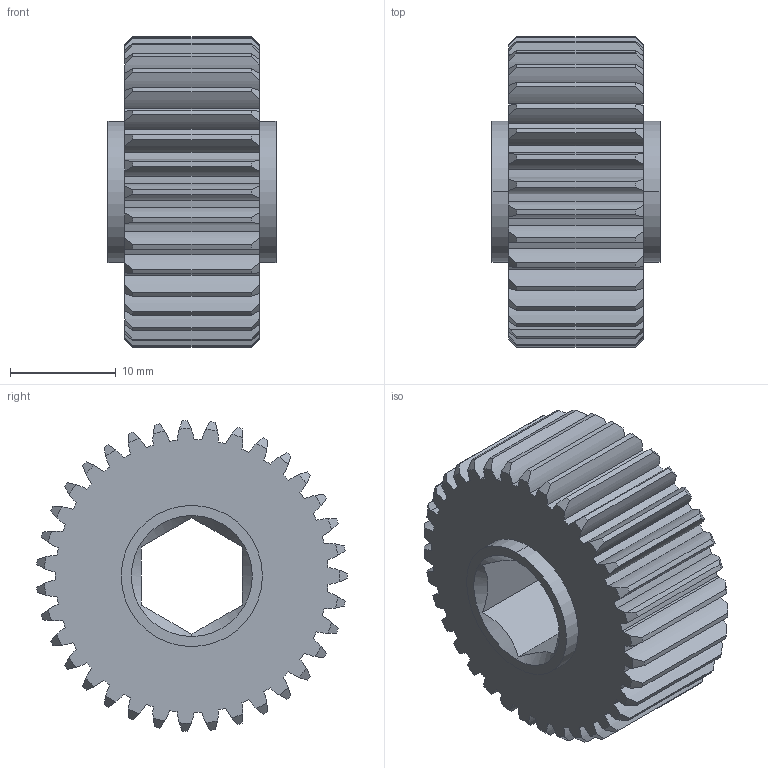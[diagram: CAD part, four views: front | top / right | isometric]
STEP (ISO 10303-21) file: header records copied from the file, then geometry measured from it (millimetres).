
FILE_DESCRIPTION (( 'STEP AP203' ), '1' );
FILE_NAME ('am-4327 35T 32DP 375hex 500FW.STEP', '2022-06-14T13:33:07', ( '' ), ( '' ), 'SwSTEP 2.0', 'SolidWorks 2021', '' );
FILE_SCHEMA (( 'CONFIG_CONTROL_DESIGN' ));
Length unit declared in the file: inch
Products named in the file (1): am-4327 35T 32DP 375hex 500FW
Bounding box: 15.88 x 29.33 x 29.36 mm (x, y, z)
Volume: 6713.4 mm3; surface area: 3843.2 mm2
Topology: 1 solids, 1 shells, 232 faces, 680 edges, 452 vertices
Faces by surface type: cylinder 148, cone 74, plane 10
Entity records: 8225 total; most frequent: CARTESIAN_POINT 1921, ORIENTED_EDGE 1360, DIRECTION 1356, EDGE_CURVE 680, AXIS2_PLACEMENT_3D 599, VERTEX_POINT 452, CIRCLE 366, EDGE_LOOP 236
